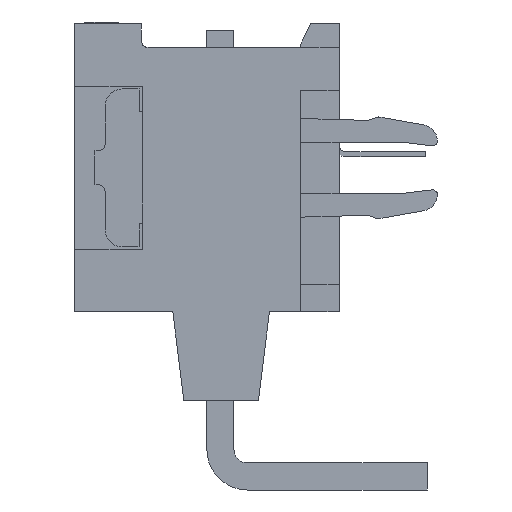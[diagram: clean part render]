
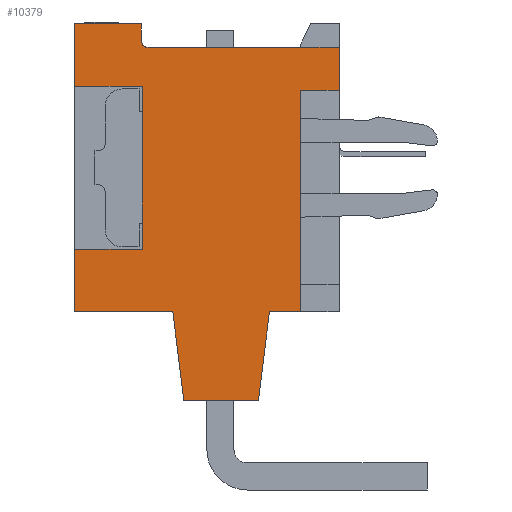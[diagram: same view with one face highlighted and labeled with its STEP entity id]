
A CAD part, left-side view. The second image highlights one B-rep face of the part: STEP entity #10379.
In plain terms, the highlighted planar face has unit normal (-1, 0, 0).
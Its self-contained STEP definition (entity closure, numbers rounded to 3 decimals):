
#1182=DIRECTION('',(0.,0.,-1.));
#1183=VECTOR('',#1182,0.5);
#1184=CARTESIAN_POINT('',(-9.1,2.35,0.));
#1185=LINE('',#1184,#1183);
#1189=DIRECTION('',(0.,-1.,0.));
#1190=VECTOR('',#1189,5.63);
#1191=CARTESIAN_POINT('',(-9.1,2.15,-0.7));
#1192=LINE('',#1191,#1190);
#1196=DIRECTION('',(0.,0.,-1.));
#1197=VECTOR('',#1196,1.26);
#1198=CARTESIAN_POINT('',(-9.1,-3.48,-0.7));
#1199=LINE('',#1198,#1197);
#1203=DIRECTION('',(0.,1.,0.));
#1204=VECTOR('',#1203,1.13);
#1205=CARTESIAN_POINT('',(-9.1,-3.48,-1.96));
#1206=LINE('',#1205,#1204);
#1210=DIRECTION('',(0.,0.,1.));
#1211=VECTOR('',#1210,6.54);
#1212=CARTESIAN_POINT('',(-9.1,-2.35,-8.5));
#1213=LINE('',#1212,#1211);
#1217=DIRECTION('',(0.,1.,0.));
#1218=VECTOR('',#1217,0.925);
#1219=CARTESIAN_POINT('',(-9.1,-2.35,-8.5));
#1220=LINE('',#1219,#1218);
#1224=DIRECTION('',(0.,0.124,-0.992));
#1225=VECTOR('',#1224,2.62);
#1226=CARTESIAN_POINT('',(-9.1,-1.425,-8.5));
#1227=LINE('',#1226,#1225);
#1231=DIRECTION('',(0.,1.,0.));
#1232=VECTOR('',#1231,2.2);
#1233=CARTESIAN_POINT('',(-9.1,-1.1,-11.1));
#1234=LINE('',#1233,#1232);
#1238=DIRECTION('',(0.,0.124,0.992));
#1239=VECTOR('',#1238,2.62);
#1240=CARTESIAN_POINT('',(-9.1,1.1,-11.1));
#1241=LINE('',#1240,#1239);
#1245=DIRECTION('',(0.,1.,0.));
#1246=VECTOR('',#1245,2.895);
#1247=CARTESIAN_POINT('',(-9.1,1.425,-8.5));
#1248=LINE('',#1247,#1246);
#1252=DIRECTION('',(0.,0.,1.));
#1253=VECTOR('',#1252,1.85);
#1254=CARTESIAN_POINT('',(-9.1,4.32,-8.5));
#1255=LINE('',#1254,#1253);
#1259=DIRECTION('',(0.,-1.,0.));
#1260=VECTOR('',#1259,2.);
#1261=CARTESIAN_POINT('',(-9.1,4.32,-6.65));
#1262=LINE('',#1261,#1260);
#1266=DIRECTION('',(0.,0.,-1.));
#1267=VECTOR('',#1266,4.8);
#1268=CARTESIAN_POINT('',(-9.1,2.32,-1.85));
#1269=LINE('',#1268,#1267);
#1273=DIRECTION('',(0.,-1.,0.));
#1274=VECTOR('',#1273,2.);
#1275=CARTESIAN_POINT('',(-9.1,4.32,-1.85));
#1276=LINE('',#1275,#1274);
#1280=DIRECTION('',(0.,0.,1.));
#1281=VECTOR('',#1280,1.85);
#1282=CARTESIAN_POINT('',(-9.1,4.32,-1.85));
#1283=LINE('',#1282,#1281);
#1287=DIRECTION('',(0.,-1.,0.));
#1288=VECTOR('',#1287,1.97);
#1289=CARTESIAN_POINT('',(-9.1,4.32,0.));
#1290=LINE('',#1289,#1288);
#1336=CARTESIAN_POINT('',(-9.1,2.15,-0.5));
#1337=DIRECTION('',(1.,0.,0.));
#1338=DIRECTION('',(0.,0.,-1.));
#1339=AXIS2_PLACEMENT_3D('',#1336,#1337,#1338);
#8120=CARTESIAN_POINT('',(-9.1,-1.425,-8.5));
#8121=CARTESIAN_POINT('',(-9.1,-1.1,-11.1));
#8122=VERTEX_POINT('',#8120);
#8123=VERTEX_POINT('',#8121);
#8124=CARTESIAN_POINT('',(-9.1,1.1,-11.1));
#8125=VERTEX_POINT('',#8124);
#8126=CARTESIAN_POINT('',(-9.1,1.425,-8.5));
#8127=VERTEX_POINT('',#8126);
#8128=CARTESIAN_POINT('',(-9.1,4.32,-8.5));
#8129=VERTEX_POINT('',#8128);
#8140=CARTESIAN_POINT('',(-9.1,4.32,0.));
#8141=CARTESIAN_POINT('',(-9.1,2.35,0.));
#8142=VERTEX_POINT('',#8140);
#8143=VERTEX_POINT('',#8141);
#8164=CARTESIAN_POINT('',(-9.1,2.32,-1.85));
#8165=CARTESIAN_POINT('',(-9.1,2.32,-6.65));
#8166=VERTEX_POINT('',#8164);
#8167=VERTEX_POINT('',#8165);
#8168=CARTESIAN_POINT('',(-9.1,4.32,-1.85));
#8169=VERTEX_POINT('',#8168);
#8170=CARTESIAN_POINT('',(-9.1,4.32,-6.65));
#8171=VERTEX_POINT('',#8170);
#8400=CARTESIAN_POINT('',(-9.1,-3.48,-1.96));
#8401=CARTESIAN_POINT('',(-9.1,-2.35,-1.96));
#8402=VERTEX_POINT('',#8400);
#8403=VERTEX_POINT('',#8401);
#8424=CARTESIAN_POINT('',(-9.1,-3.48,-0.7));
#8425=VERTEX_POINT('',#8424);
#8426=CARTESIAN_POINT('',(-9.1,-2.35,-8.5));
#8427=VERTEX_POINT('',#8426);
#8452=CARTESIAN_POINT('',(-9.1,2.15,-0.7));
#8453=CARTESIAN_POINT('',(-9.1,2.35,-0.5));
#8454=VERTEX_POINT('',#8452);
#8455=VERTEX_POINT('',#8453);
#10341=CARTESIAN_POINT('',(-9.1,0.,0.));
#10342=DIRECTION('',(1.,0.,0.));
#10343=DIRECTION('',(0.,0.,-1.));
#10344=AXIS2_PLACEMENT_3D('',#10341,#10342,#10343);
#10345=PLANE('',#10344);
#10347=ORIENTED_EDGE('',*,*,#10346,.T.);
#10349=ORIENTED_EDGE('',*,*,#10348,.F.);
#10351=ORIENTED_EDGE('',*,*,#10350,.T.);
#10352=ORIENTED_EDGE('',*,*,#10035,.T.);
#10354=ORIENTED_EDGE('',*,*,#10353,.T.);
#10355=ORIENTED_EDGE('',*,*,#10275,.F.);
#10356=ORIENTED_EDGE('',*,*,#10247,.T.);
#10358=ORIENTED_EDGE('',*,*,#10357,.T.);
#10360=ORIENTED_EDGE('',*,*,#10359,.T.);
#10362=ORIENTED_EDGE('',*,*,#10361,.T.);
#10364=ORIENTED_EDGE('',*,*,#10363,.T.);
#10366=ORIENTED_EDGE('',*,*,#10365,.T.);
#10368=ORIENTED_EDGE('',*,*,#10367,.T.);
#10370=ORIENTED_EDGE('',*,*,#10369,.F.);
#10372=ORIENTED_EDGE('',*,*,#10371,.F.);
#10374=ORIENTED_EDGE('',*,*,#10373,.T.);
#10376=ORIENTED_EDGE('',*,*,#10375,.T.);
#10377=EDGE_LOOP('',(#10347,#10349,#10351,#10352,#10354,#10355,#10356,#10358,
#10360,#10362,#10364,#10366,#10368,#10370,#10372,#10374,#10376));
#10378=FACE_OUTER_BOUND('',#10377,.F.);
#1340=CIRCLE('',#1339,0.2);
#10035=EDGE_CURVE('',#8425,#8402,#1199,.T.);
#10247=EDGE_CURVE('',#8427,#8122,#1220,.T.);
#10275=EDGE_CURVE('',#8427,#8403,#1213,.T.);
#10346=EDGE_CURVE('',#8143,#8455,#1185,.T.);
#10348=EDGE_CURVE('',#8454,#8455,#1340,.T.);
#10350=EDGE_CURVE('',#8454,#8425,#1192,.T.);
#10353=EDGE_CURVE('',#8402,#8403,#1206,.T.);
#10357=EDGE_CURVE('',#8122,#8123,#1227,.T.);
#10359=EDGE_CURVE('',#8123,#8125,#1234,.T.);
#10361=EDGE_CURVE('',#8125,#8127,#1241,.T.);
#10363=EDGE_CURVE('',#8127,#8129,#1248,.T.);
#10365=EDGE_CURVE('',#8129,#8171,#1255,.T.);
#10367=EDGE_CURVE('',#8171,#8167,#1262,.T.);
#10369=EDGE_CURVE('',#8166,#8167,#1269,.T.);
#10371=EDGE_CURVE('',#8169,#8166,#1276,.T.);
#10373=EDGE_CURVE('',#8169,#8142,#1283,.T.);
#10375=EDGE_CURVE('',#8142,#8143,#1290,.T.);
#10379=ADVANCED_FACE('',(#10378),#10345,.F.);
